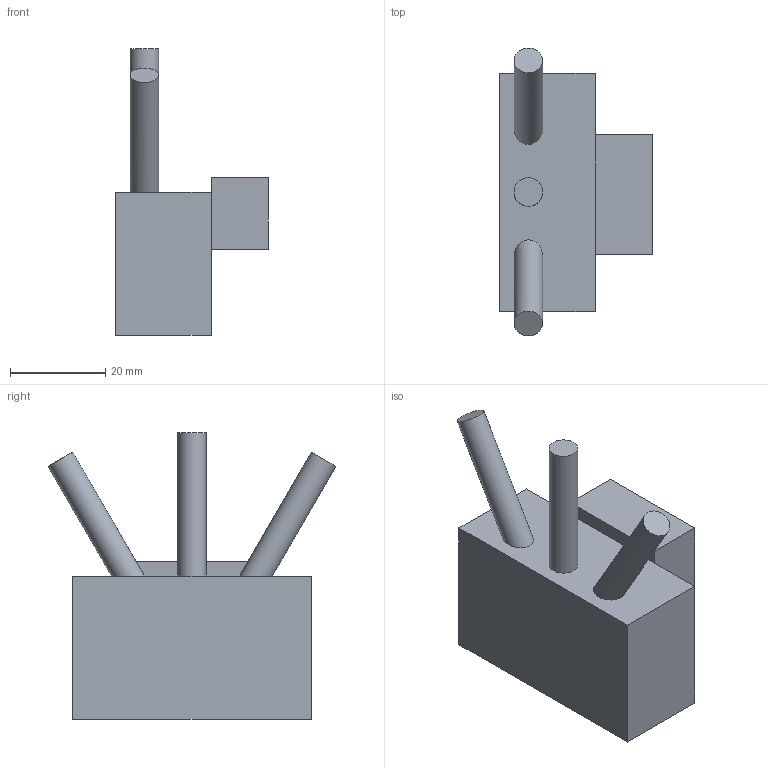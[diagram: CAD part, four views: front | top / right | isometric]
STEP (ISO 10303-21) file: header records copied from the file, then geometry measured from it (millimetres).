
FILE_DESCRIPTION(('FreeCAD Model'),'2;1');
FILE_NAME('newofficial.step', '2017-06-30T11:31:17',('FreeCAD'),('FreeCAD'), 'Open CASCADE STEP processor 6.8','FreeCAD','Unknown');
FILE_SCHEMA(('AUTOMOTIVE_DESIGN_CC2 { 1 2 10303 214 -1 1 5 4 }'));
Length unit declared in the file: millimetre
Products named in the file (6): Open CASCADE STEP translator 6.8 2; Open CASCADE STEP translator 6.8 2.1; Open CASCADE STEP translator 6.8 2.2; Open CASCADE STEP translator 6.8 2.3; Open CASCADE STEP translator 6.8 2.4; Open CASCADE STEP translator 6.8 2.5
Assembly tree (5 placements, depth 2):
  Open CASCADE STEP translator 6.8 2
    Open CASCADE STEP translator 6.8 2.1
    Open CASCADE STEP translator 6.8 2.2
    Open CASCADE STEP translator 6.8 2.3
    Open CASCADE STEP translator 6.8 2.4
    Open CASCADE STEP translator 6.8 2.5
Bounding box: 32 x 60.39 x 60 mm (x, y, z)
Volume: 36946.7 mm3; surface area: 9719.6 mm2
Topology: 5 solids, 5 shells, 21 faces, 34 edges, 23 vertices
Faces by surface type: plane 18, cylinder 3
Full cylindrical faces by diameter (mm): 6 x3
Entity records: 1062 total; most frequent: CARTESIAN_POINT 203, DIRECTION 160, LINE 85, VECTOR 85, ORIENTED_EDGE 68, PCURVE 68, DEFINITIONAL_REPRESENTATION 68, AXIS2_PLACEMENT_3D 34
